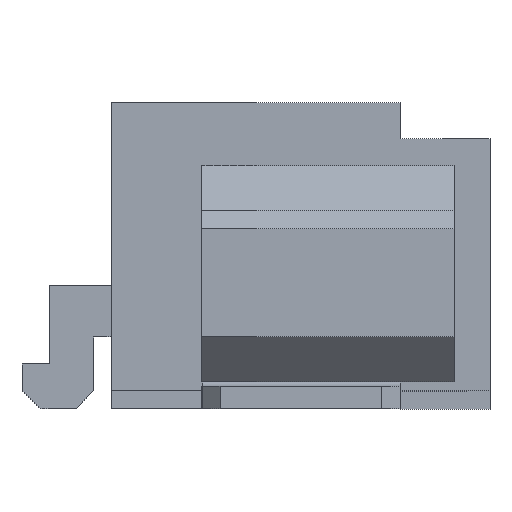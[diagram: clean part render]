
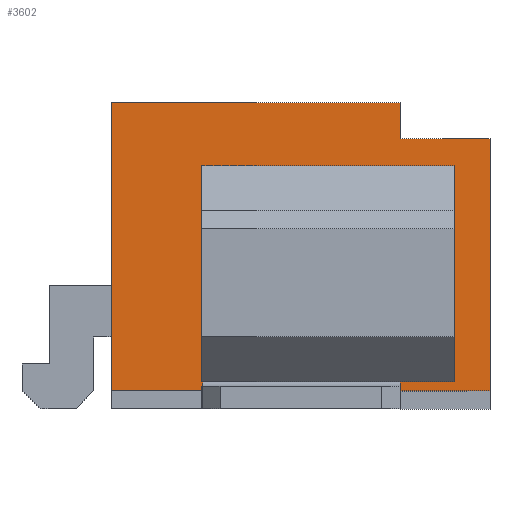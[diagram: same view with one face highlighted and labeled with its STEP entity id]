
A CAD part, left-side view. The second image highlights one B-rep face of the part: STEP entity #3602.
In plain terms, the highlighted planar face has unit normal (-1, 0, 0).
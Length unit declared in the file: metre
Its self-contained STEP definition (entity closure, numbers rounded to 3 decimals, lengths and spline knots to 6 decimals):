
#982=ORIENTED_EDGE('',*,*,#1118,.F.);
#983=ORIENTED_EDGE('',*,*,#1460,.F.);
#984=ORIENTED_EDGE('',*,*,#1451,.T.);
#985=ORIENTED_EDGE('',*,*,#1458,.T.);
#986=ORIENTED_EDGE('',*,*,#1500,.F.);
#987=ORIENTED_EDGE('',*,*,#1486,.T.);
#988=ORIENTED_EDGE('',*,*,#1588,.F.);
#989=ORIENTED_EDGE('',*,*,#1583,.F.);
#990=ORIENTED_EDGE('',*,*,#1593,.F.);
#991=ORIENTED_EDGE('',*,*,#1591,.F.);
#1118=EDGE_CURVE('',#1610,#1604,#1936,.T.);
#1451=EDGE_CURVE('',#1854,#1853,#2257,.T.);
#1458=EDGE_CURVE('',#1853,#1604,#2264,.T.);
#1460=EDGE_CURVE('',#1854,#1610,#2266,.T.);
#1486=EDGE_CURVE('',#1867,#1870,#2292,.T.);
#1500=EDGE_CURVE('',#1867,#1875,#2306,.T.);
#1583=EDGE_CURVE('',#1927,#1928,#2385,.T.);
#1588=EDGE_CURVE('',#1928,#1870,#2390,.T.);
#1591=EDGE_CURVE('',#1875,#1929,#2393,.T.);
#1593=EDGE_CURVE('',#1929,#1927,#2395,.T.);
#1604=VERTEX_POINT('',#5240);
#1610=VERTEX_POINT('',#5251);
#1853=VERTEX_POINT('',#5938);
#1854=VERTEX_POINT('',#5940);
#1867=VERTEX_POINT('',#5999);
#1870=VERTEX_POINT('',#6005);
#1875=VERTEX_POINT('',#6028);
#1927=VERTEX_POINT('',#6195);
#1928=VERTEX_POINT('',#6196);
#1929=VERTEX_POINT('',#6207);
#1936=LINE('',#5252,#2412);
#2257=LINE('',#5939,#2733);
#2264=LINE('',#5951,#2740);
#2266=LINE('',#5954,#2742);
#2292=LINE('',#6006,#2768);
#2306=LINE('',#6030,#2782);
#2385=LINE('',#6194,#2861);
#2390=LINE('',#6202,#2866);
#2393=LINE('',#6206,#2869);
#2395=LINE('',#6210,#2871);
#2412=VECTOR('',#4377,1.);
#2733=VECTOR('',#4944,1.);
#2740=VECTOR('',#4955,1.);
#2742=VECTOR('',#4959,1.);
#2768=VECTOR('',#5009,1.);
#2782=VECTOR('',#5033,1.);
#2861=VECTOR('',#5180,1.);
#2866=VECTOR('',#5187,1.);
#2869=VECTOR('',#5192,1.);
#2871=VECTOR('',#5196,1.);
#3057=EDGE_LOOP('',(#982,#983,#984,#985));
#3058=EDGE_LOOP('',(#986,#987,#988,#989,#990,#991));
#3249=FACE_BOUND('',#3057,.T.);
#3250=FACE_BOUND('',#3058,.T.);
#3426=PLANE('',#4351);
#3602=ADVANCED_FACE('',(#3249,#3250),#3426,.F.);
#4351=AXIS2_PLACEMENT_3D('',#6209,#5194,#5195);
#4377=DIRECTION('',(0.,0.,-1.));
#4944=DIRECTION('',(0.,0.,-1.));
#4955=DIRECTION('',(0.,1.,0.));
#4959=DIRECTION('',(0.,1.,0.));
#5009=DIRECTION('',(0.,0.,1.));
#5033=DIRECTION('',(0.,-1.,0.));
#5180=DIRECTION('',(0.,0.,1.));
#5187=DIRECTION('',(0.,-1.,0.));
#5192=DIRECTION('',(0.,0.,-1.));
#5194=DIRECTION('',(1.,0.,0.));
#5195=DIRECTION('',(0.,1.,0.));
#5196=DIRECTION('',(0.,1.,0.));
#5240=CARTESIAN_POINT('',(-0.003375,0.0042,0.0001));
#5251=CARTESIAN_POINT('',(-0.003375,0.0042,0.0025));
#5252=CARTESIAN_POINT('',(-0.003375,0.0042,0.0025));
#5938=CARTESIAN_POINT('',(-0.003375,0.0014,0.0001));
#5939=CARTESIAN_POINT('',(-0.003375,0.0014,0.0025));
#5940=CARTESIAN_POINT('',(-0.003375,0.0014,0.0025));
#5951=CARTESIAN_POINT('',(-0.003375,0.0014,0.0001));
#5954=CARTESIAN_POINT('',(-0.003375,0.0014,0.0025));
#5999=CARTESIAN_POINT('',(-0.003375,0.002,0.0028));
#6005=CARTESIAN_POINT('',(-0.003375,0.002,0.0032));
#6006=CARTESIAN_POINT('',(-0.003375,0.002,0.0028));
#6028=CARTESIAN_POINT('',(-0.003375,0.001,0.0028));
#6030=CARTESIAN_POINT('',(-0.003375,0.002,0.0028));
#6194=CARTESIAN_POINT('',(-0.003375,0.0052,0.));
#6195=CARTESIAN_POINT('',(-0.003375,0.0052,0.));
#6196=CARTESIAN_POINT('',(-0.003375,0.0052,0.0032));
#6202=CARTESIAN_POINT('',(-0.003375,0.0052,0.0032));
#6206=CARTESIAN_POINT('',(-0.003375,0.001,0.0032));
#6207=CARTESIAN_POINT('',(-0.003375,0.001,0.));
#6209=CARTESIAN_POINT('',(-0.003375,0.,0.));
#6210=CARTESIAN_POINT('',(-0.003375,0.001,0.));
